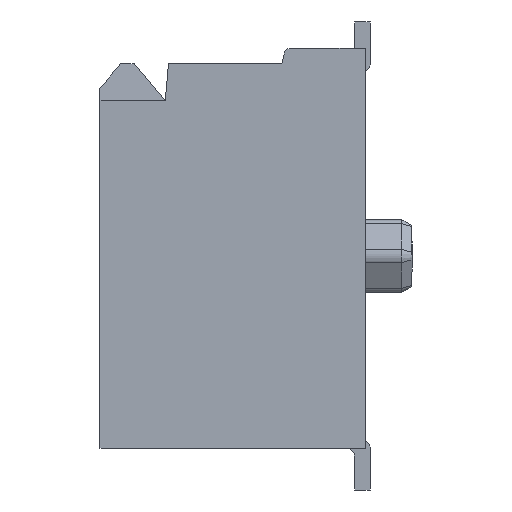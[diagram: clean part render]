
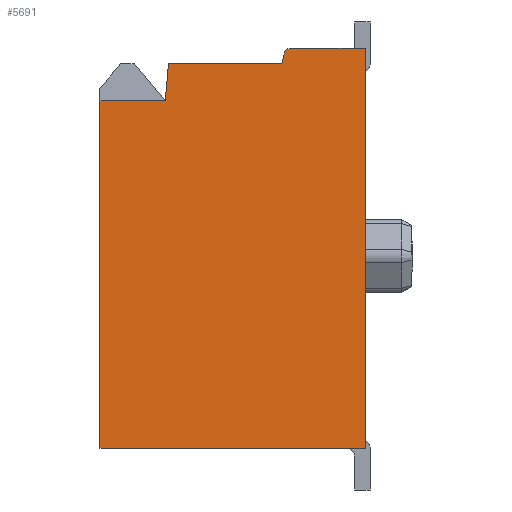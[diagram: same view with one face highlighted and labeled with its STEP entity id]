
A CAD part, left-side view. The second image highlights one B-rep face of the part: STEP entity #5691.
In plain terms, the highlighted planar face has unit normal (-1, 0, 0).
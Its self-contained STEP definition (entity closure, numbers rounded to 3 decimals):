
#72=DIRECTION('',(0.,0.,1.));
#73=VECTOR('',#72,6.685);
#74=CARTESIAN_POINT('',(-5.5,5.1,-7.7));
#75=LINE('',#74,#73);
#76=DIRECTION('',(0.,-1.,0.));
#77=VECTOR('',#76,1.255);
#78=CARTESIAN_POINT('',(-5.5,5.1,-1.015));
#79=LINE('',#78,#77);
#80=DIRECTION('',(0.,-0.087,0.996));
#81=VECTOR('',#80,0.718);
#82=CARTESIAN_POINT('',(-5.5,3.845,-1.015));
#83=LINE('',#82,#81);
#84=DIRECTION('',(0.,-1.,0.));
#85=VECTOR('',#84,2.182);
#86=CARTESIAN_POINT('',(-5.5,3.782,-0.3));
#87=LINE('',#86,#85);
#88=DIRECTION('',(0.,-0.208,0.978));
#89=VECTOR('',#88,0.185);
#90=CARTESIAN_POINT('',(-5.5,1.6,-0.3));
#91=LINE('',#90,#89);
#92=CARTESIAN_POINT('',(-5.5,1.415,-0.15));
#93=DIRECTION('',(1.,0.,0.));
#94=DIRECTION('',(0.,0.978,0.208));
#95=AXIS2_PLACEMENT_3D('',#92,#93,#94);
#97=DIRECTION('',(0.,-1.,0.));
#98=VECTOR('',#97,1.415);
#99=CARTESIAN_POINT('',(-5.5,1.415,0.));
#100=LINE('',#99,#98);
#101=DIRECTION('',(0.,0.,-1.));
#102=VECTOR('',#101,7.7);
#103=CARTESIAN_POINT('',(-5.5,0.,0.));
#104=LINE('',#103,#102);
#105=DIRECTION('',(0.,1.,0.));
#106=VECTOR('',#105,5.1);
#107=CARTESIAN_POINT('',(-5.5,0.,-7.7));
#108=LINE('',#107,#106);
#4346=CARTESIAN_POINT('',(-5.5,0.,0.));
#4347=CARTESIAN_POINT('',(-5.5,0.,-7.7));
#4348=VERTEX_POINT('',#4346);
#4349=VERTEX_POINT('',#4347);
#4350=CARTESIAN_POINT('',(-5.5,5.1,-7.7));
#4351=VERTEX_POINT('',#4350);
#4352=CARTESIAN_POINT('',(-5.5,3.782,-0.3));
#4353=CARTESIAN_POINT('',(-5.5,1.6,-0.3));
#4354=VERTEX_POINT('',#4352);
#4355=VERTEX_POINT('',#4353);
#4356=CARTESIAN_POINT('',(-5.5,1.415,0.));
#4357=VERTEX_POINT('',#4356);
#4378=CARTESIAN_POINT('',(-5.5,1.561,-0.119));
#4379=VERTEX_POINT('',#4378);
#4400=CARTESIAN_POINT('',(-5.5,5.1,-1.015));
#4401=VERTEX_POINT('',#4400);
#4402=CARTESIAN_POINT('',(-5.5,3.845,-1.015));
#4403=VERTEX_POINT('',#4402);
#5666=CARTESIAN_POINT('',(-5.5,0.,0.));
#5667=DIRECTION('',(1.,0.,0.));
#5668=DIRECTION('',(0.,0.,-1.));
#5669=AXIS2_PLACEMENT_3D('',#5666,#5667,#5668);
#5670=PLANE('',#5669);
#5672=ORIENTED_EDGE('',*,*,#5671,.T.);
#5674=ORIENTED_EDGE('',*,*,#5673,.T.);
#5676=ORIENTED_EDGE('',*,*,#5675,.T.);
#5678=ORIENTED_EDGE('',*,*,#5677,.T.);
#5680=ORIENTED_EDGE('',*,*,#5679,.T.);
#5682=ORIENTED_EDGE('',*,*,#5681,.T.);
#5684=ORIENTED_EDGE('',*,*,#5683,.T.);
#5686=ORIENTED_EDGE('',*,*,#5685,.T.);
#5688=ORIENTED_EDGE('',*,*,#5687,.T.);
#5689=EDGE_LOOP('',(#5672,#5674,#5676,#5678,#5680,#5682,#5684,#5686,#5688));
#5690=FACE_OUTER_BOUND('',#5689,.F.);
#5691=ADVANCED_FACE('',(#5690),#5670,.F.);
#96=CIRCLE('',#95,0.15);
#5671=EDGE_CURVE('',#4351,#4401,#75,.T.);
#5673=EDGE_CURVE('',#4401,#4403,#79,.T.);
#5675=EDGE_CURVE('',#4403,#4354,#83,.T.);
#5677=EDGE_CURVE('',#4354,#4355,#87,.T.);
#5679=EDGE_CURVE('',#4355,#4379,#91,.T.);
#5681=EDGE_CURVE('',#4379,#4357,#96,.T.);
#5683=EDGE_CURVE('',#4357,#4348,#100,.T.);
#5685=EDGE_CURVE('',#4348,#4349,#104,.T.);
#5687=EDGE_CURVE('',#4349,#4351,#108,.T.);
